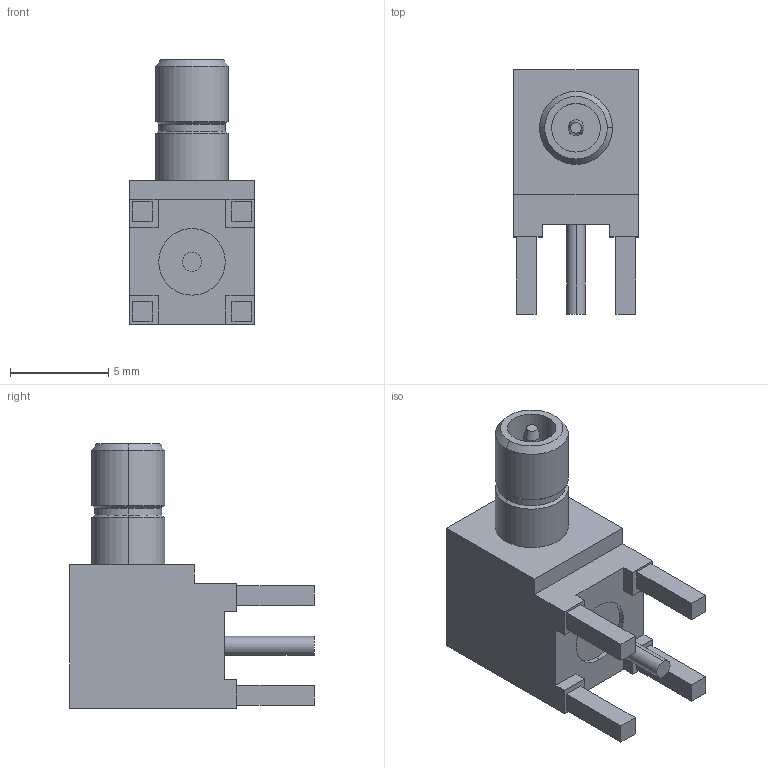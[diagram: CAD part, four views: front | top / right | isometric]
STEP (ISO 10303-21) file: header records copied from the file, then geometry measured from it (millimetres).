
FILE_DESCRIPTION (( 'STEP AP214' ), '1' );
FILE_NAME ('8200FFE9-13E0-4CB2-8F86-BC74032A8C43.STEP', '2023-11-06T06:38:36', ( '' ), ( '' ), 'SwSTEP 2.0', 'SolidWorks 2022', '' );
FILE_SCHEMA (( 'AUTOMOTIVE_DESIGN' ));
Length unit declared in the file: inch
Products named in the file (1): 8200FFE9-13E0-4CB2-8F86-BC74032A8C43
Bounding box: 6.35 x 12.45 x 13.46 mm (x, y, z)
Volume: 420.1 mm3; surface area: 529.8 mm2
Topology: 1 solids, 1 shells, 67 faces, 156 edges, 100 vertices
Faces by surface type: plane 45, cylinder 14, cone 8
Entity records: 2056 total; most frequent: DIRECTION 324, CARTESIAN_POINT 324, ORIENTED_EDGE 312, EDGE_CURVE 156, VECTOR 124, LINE 124, VERTEX_POINT 100, AXIS2_PLACEMENT_3D 100
